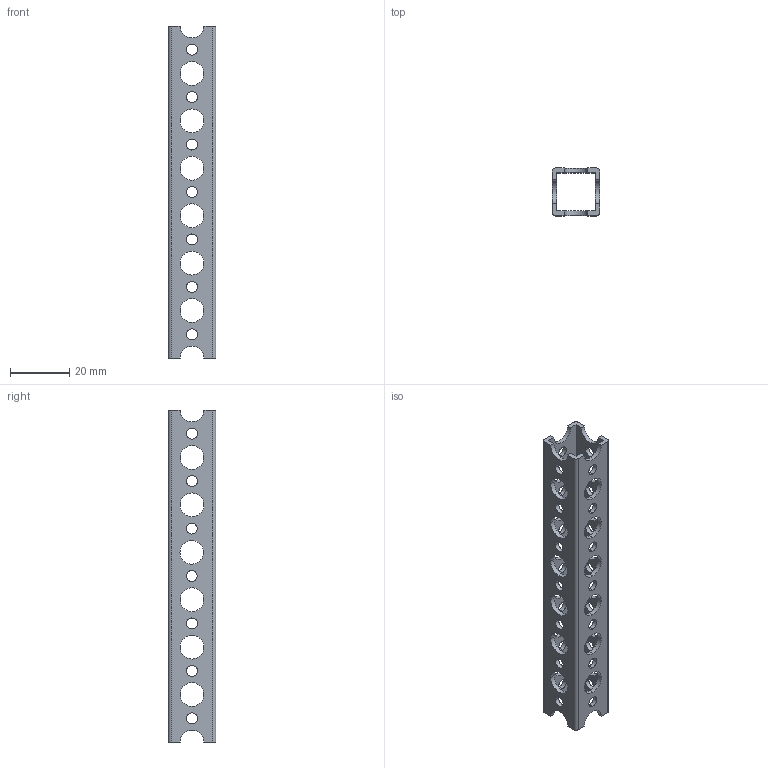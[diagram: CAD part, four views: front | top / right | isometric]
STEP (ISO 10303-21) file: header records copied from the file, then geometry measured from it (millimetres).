
FILE_DESCRIPTION (( 'STEP AP214' ), '1' );
FILE_NAME ('40204_TXP-Square Beam 7 Hole.STEP', '2017-03-28T20:12:43', ( '' ), ( '' ), 'SwSTEP 2.0', 'SolidWorks 2016', '' );
FILE_SCHEMA (( 'AUTOMOTIVE_DESIGN' ));
Length unit declared in the file: millimetre
Products named in the file (2): 40204_TXP-Square Beam 7 Hole
Bounding box: 16 x 16 x 112 mm (x, y, z)
Volume: 7085.1 mm3; surface area: 11002.8 mm2
Topology: 1 solids, 1 shells, 134 faces, 402 edges, 268 vertices
Faces by surface type: cylinder 118, plane 16
Entity records: 4923 total; most frequent: DIRECTION 910, CARTESIAN_POINT 806, ORIENTED_EDGE 804, EDGE_CURVE 402, AXIS2_PLACEMENT_3D 372, VERTEX_POINT 268, EDGE_LOOP 238, CIRCLE 236
